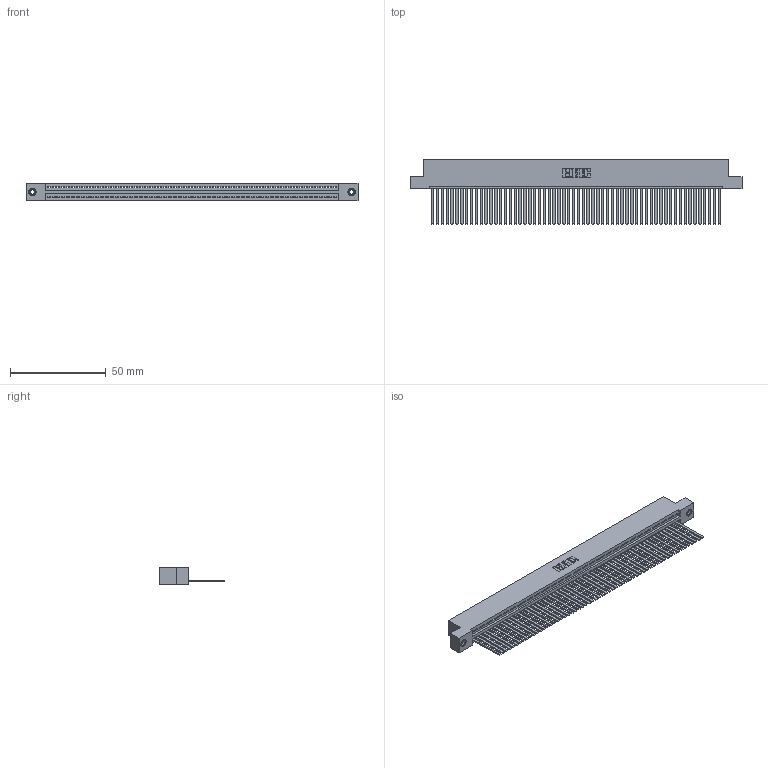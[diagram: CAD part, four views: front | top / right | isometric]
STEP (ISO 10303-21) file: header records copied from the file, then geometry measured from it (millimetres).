
FILE_DESCRIPTION (( 'STEP AP203' ), '1' );
FILE_NAME ('395-060-544-108.STEP', '2018-11-23T15:39:48', ( '' ), ( '' ), 'SwSTEP 2.0', 'SolidWorks 2016', '' );
FILE_SCHEMA (( 'CONFIG_CONTROL_DESIGN' ));
Length unit declared in the file: inch
Products named in the file (4): 345-292-001_345-293-144; 345 Part_Flush Mounting Lugs - 0.156 Dia-TI; 345-250-001_345-250-003-102; 395-060-544-108
Assembly tree (63 placements, depth 2):
  395-060-544-108
    345 Part_Flush Mounting Lugs - 0.156 Dia-TI
    345-292-001_345-293-144  x60
    345-250-001_345-250-003-102  x2
Bounding box: 173.61 x 33.96 x 9.4 mm (x, y, z)
Volume: 17325.4 mm3; surface area: 25373.7 mm2
Topology: 63 solids, 63 shells, 3306 faces, 9957 edges, 6550 vertices
Faces by surface type: plane 2272, cylinder 1018, cone 12, torus 4
Entity records: 43736 total; most frequent: CARTESIAN_POINT 7555, ORIENTED_EDGE 7542, DIRECTION 6597, EDGE_CURVE 3771, LINE 3383, VECTOR 3383, VERTEX_POINT 2508, AXIS2_PLACEMENT_3D 1607
